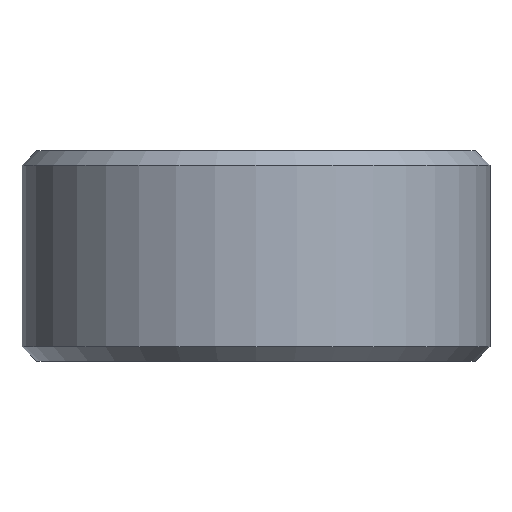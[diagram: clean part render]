
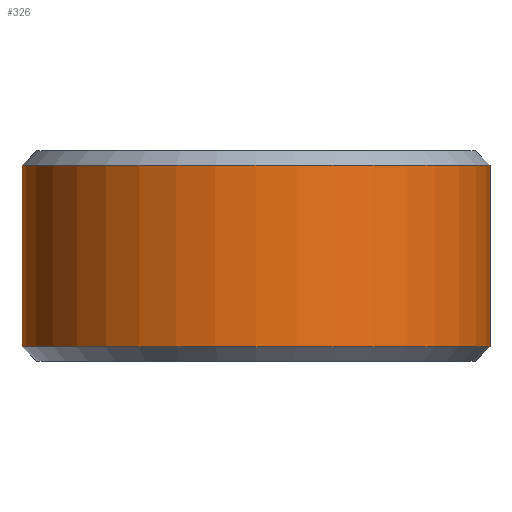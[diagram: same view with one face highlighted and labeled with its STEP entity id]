
A CAD part, front view. The second image highlights one B-rep face of the part: STEP entity #326.
In plain terms, the highlighted cylindrical face has radius 8 mm (diameter 16 mm), a partial arc.
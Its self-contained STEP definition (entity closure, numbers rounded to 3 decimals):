
#2 = CARTESIAN_POINT ( 'NONE',  ( 8., 0., 7.2 ) ) ;
#8 = AXIS2_PLACEMENT_3D ( 'NONE', #121, #127, #30 ) ;
#26 = LINE ( 'NONE', #2, #393 ) ;
#30 = DIRECTION ( 'NONE',  ( 1., 0., 0. ) ) ;
#35 = CIRCLE ( 'NONE', #8, 8. ) ;
#37 = DIRECTION ( 'NONE',  ( 0., 0., -1. ) ) ;
#46 = EDGE_CURVE ( 'NONE', #397, #296, #26, .T. ) ;
#49 = CARTESIAN_POINT ( 'NONE',  ( -8., 0., 0.5 ) ) ;
#62 = ORIENTED_EDGE ( 'NONE', *, *, #46, .F. ) ;
#73 = EDGE_CURVE ( 'NONE', #356, #296, #35, .T. ) ;
#82 = CIRCLE ( 'NONE', #92, 8. ) ;
#90 = CYLINDRICAL_SURFACE ( 'NONE', #188, 8. ) ;
#92 = AXIS2_PLACEMENT_3D ( 'NONE', #222, #224, #226 ) ;
#105 = EDGE_LOOP ( 'NONE', ( #62, #252, #138, #409 ) ) ;
#121 = CARTESIAN_POINT ( 'NONE',  ( 0., 0., 0.5 ) ) ;
#127 = DIRECTION ( 'NONE',  ( 0., 0., 1. ) ) ;
#138 = ORIENTED_EDGE ( 'NONE', *, *, #165, .T. ) ;
#146 = DIRECTION ( 'NONE',  ( -1., 0., 0. ) ) ;
#147 = LINE ( 'NONE', #254, #266 ) ;
#155 = EDGE_CURVE ( 'NONE', #397, #366, #82, .T. ) ;
#165 = EDGE_CURVE ( 'NONE', #366, #356, #147, .T. ) ;
#188 = AXIS2_PLACEMENT_3D ( 'NONE', #395, #269, #146 ) ;
#202 = FACE_OUTER_BOUND ( 'NONE', #105, .T. ) ;
#222 = CARTESIAN_POINT ( 'NONE',  ( 0., 0., 6.7 ) ) ;
#224 = DIRECTION ( 'NONE',  ( 0., 0., -1. ) ) ;
#226 = DIRECTION ( 'NONE',  ( 1., 0., 0. ) ) ;
#235 = CARTESIAN_POINT ( 'NONE',  ( 8., 0., 0.5 ) ) ;
#246 = DIRECTION ( 'NONE',  ( 0., 0., -1. ) ) ;
#252 = ORIENTED_EDGE ( 'NONE', *, *, #155, .T. ) ;
#254 = CARTESIAN_POINT ( 'NONE',  ( -8., 0., 7.2 ) ) ;
#266 = VECTOR ( 'NONE', #246, 1000. ) ;
#269 = DIRECTION ( 'NONE',  ( 0., 0., -1. ) ) ;
#277 = CARTESIAN_POINT ( 'NONE',  ( 8., 0., 6.7 ) ) ;
#296 = VERTEX_POINT ( 'NONE', #235 ) ;
#307 = CARTESIAN_POINT ( 'NONE',  ( -8., 0., 6.7 ) ) ;
#326 = ADVANCED_FACE ( 'NONE', ( #202 ), #90, .T. ) ;
#356 = VERTEX_POINT ( 'NONE', #49 ) ;
#366 = VERTEX_POINT ( 'NONE', #307 ) ;
#393 = VECTOR ( 'NONE', #37, 1000. ) ;
#395 = CARTESIAN_POINT ( 'NONE',  ( 0., 0., 7.2 ) ) ;
#397 = VERTEX_POINT ( 'NONE', #277 ) ;
#409 = ORIENTED_EDGE ( 'NONE', *, *, #73, .T. ) ;
